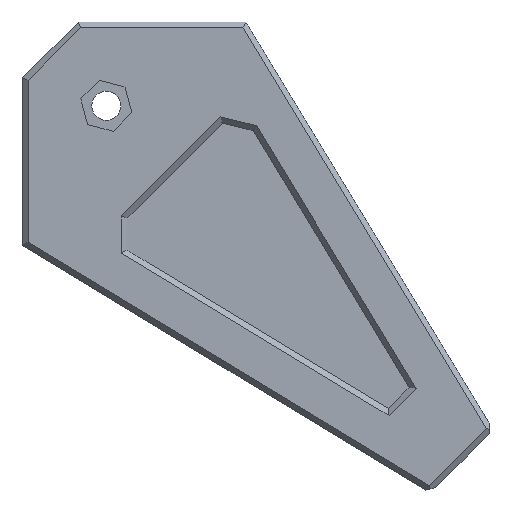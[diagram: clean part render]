
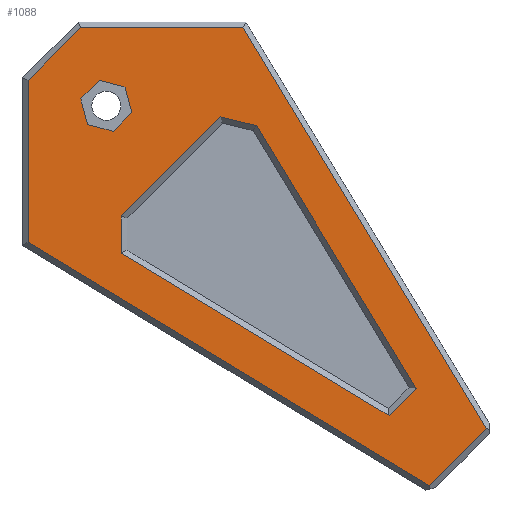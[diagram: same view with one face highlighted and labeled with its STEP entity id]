
A CAD part, front view. The second image highlights one B-rep face of the part: STEP entity #1088.
In plain terms, the highlighted planar face has unit normal (0, -1, 0).
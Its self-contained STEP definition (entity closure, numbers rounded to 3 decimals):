
#5 = EDGE_CURVE ( 'NONE', #1823, #752, #1253, .T. ) ;
#8 = VECTOR ( 'NONE', #1359, 1000. ) ;
#11 = VECTOR ( 'NONE', #245, 1000. ) ;
#14 = CARTESIAN_POINT ( 'NONE',  ( 46.652, -13., -53.348 ) ) ;
#29 = CARTESIAN_POINT ( 'NONE',  ( -8.021, -13., -32.792 ) ) ;
#54 = LINE ( 'NONE', #903, #84 ) ;
#62 = LINE ( 'NONE', #663, #1626 ) ;
#83 = VECTOR ( 'NONE', #1092, 1000. ) ;
#84 = VECTOR ( 'NONE', #1182, 1000. ) ;
#95 = VECTOR ( 'NONE', #1575, 1000. ) ;
#98 = CARTESIAN_POINT ( 'NONE',  ( 45.427, -13., -48.775 ) ) ;
#102 = EDGE_CURVE ( 'NONE', #946, #617, #842, .T. ) ;
#113 = CARTESIAN_POINT ( 'NONE',  ( 36., -13., -74.437 ) ) ;
#147 = ORIENTED_EDGE ( 'NONE', *, *, #596, .T. ) ;
#150 = CARTESIAN_POINT ( 'NONE',  ( 51.225, -13., -54.573 ) ) ;
#171 = VECTOR ( 'NONE', #1731, 1000. ) ;
#199 = CARTESIAN_POINT ( 'NONE',  ( 76.91, -13., -53.566 ) ) ;
#213 = ORIENTED_EDGE ( 'NONE', *, *, #371, .T. ) ;
#218 = CARTESIAN_POINT ( 'NONE',  ( 51.225, -13., -54.573 ) ) ;
#229 = VECTOR ( 'NONE', #278, 1000. ) ;
#237 = LINE ( 'NONE', #1699, #1496 ) ;
#245 = DIRECTION ( 'NONE',  ( 0.259, 0., -0.966 ) ) ;
#276 = CARTESIAN_POINT ( 'NONE',  ( 45.427, -13., -48.775 ) ) ;
#278 = DIRECTION ( 'NONE',  ( 0.966, 0., -0.259 ) ) ;
#284 = VECTOR ( 'NONE', #1478, 1000. ) ;
#288 = LINE ( 'NONE', #1314, #171 ) ;
#295 = CARTESIAN_POINT ( 'NONE',  ( 52.7, -13., -76.385 ) ) ;
#307 = LINE ( 'NONE', #14, #1697 ) ;
#310 = EDGE_CURVE ( 'NONE', #429, #1612, #325, .T. ) ;
#322 = LINE ( 'NONE', #1027, #284 ) ;
#325 = LINE ( 'NONE', #501, #1076 ) ;
#356 = CARTESIAN_POINT ( 'NONE',  ( 0., -13., 0. ) ) ;
#371 = EDGE_CURVE ( 'NONE', #562, #1747, #62, .T. ) ;
#372 = CARTESIAN_POINT ( 'NONE',  ( 46.652, -13., -53.348 ) ) ;
#376 = VECTOR ( 'NONE', #1291, 1000. ) ;
#384 = ORIENTED_EDGE ( 'NONE', *, *, #1808, .T. ) ;
#385 = VERTEX_POINT ( 'NONE', #372 ) ;
#407 = CARTESIAN_POINT ( 'NONE',  ( 107.831, -13., -118.034 ) ) ;
#411 = CARTESIAN_POINT ( 'NONE',  ( 105.461, -13., -100.605 ) ) ;
#421 = EDGE_CURVE ( 'NONE', #1480, #562, #975, .T. ) ;
#429 = VERTEX_POINT ( 'NONE', #1540 ) ;
#435 = CARTESIAN_POINT ( 'NONE',  ( 48.775, -13., -45.427 ) ) ;
#455 = CARTESIAN_POINT ( 'NONE',  ( -19.693, -13., -32.446 ) ) ;
#495 = CARTESIAN_POINT ( 'NONE',  ( 48.775, -13., -45.427 ) ) ;
#501 = CARTESIAN_POINT ( 'NONE',  ( 74.145, -13., -35.519 ) ) ;
#505 = FACE_BOUND ( 'NONE', #1672, .T. ) ;
#521 = CARTESIAN_POINT ( 'NONE',  ( 70.044, -13., -52.382 ) ) ;
#562 = VERTEX_POINT ( 'NONE', #1416 ) ;
#565 = CARTESIAN_POINT ( 'NONE',  ( 45.414, -13., -36. ) ) ;
#596 = EDGE_CURVE ( 'NONE', #1747, #385, #1717, .T. ) ;
#599 = VERTEX_POINT ( 'NONE', #411 ) ;
#609 = ORIENTED_EDGE ( 'NONE', *, *, #1564, .T. ) ;
#617 = VERTEX_POINT ( 'NONE', #295 ) ;
#627 = LINE ( 'NONE', #1661, #993 ) ;
#637 = ORIENTED_EDGE ( 'NONE', *, *, #5, .T. ) ;
#655 = LINE ( 'NONE', #925, #8 ) ;
#658 = ORIENTED_EDGE ( 'NONE', *, *, #1541, .T. ) ;
#659 = VERTEX_POINT ( 'NONE', #276 ) ;
#663 = CARTESIAN_POINT ( 'NONE',  ( 54.573, -13., -51.225 ) ) ;
#669 = ORIENTED_EDGE ( 'NONE', *, *, #1370, .T. ) ;
#694 = CARTESIAN_POINT ( 'NONE',  ( 53.348, -13., -46.652 ) ) ;
#713 = DIRECTION ( 'NONE',  ( -0.966, 0., 0.259 ) ) ;
#742 = ORIENTED_EDGE ( 'NONE', *, *, #1768, .T. ) ;
#752 = VERTEX_POINT ( 'NONE', #1049 ) ;
#777 = DIRECTION ( 'NONE',  ( 0.519, 0., -0.855 ) ) ;
#780 = ORIENTED_EDGE ( 'NONE', *, *, #310, .T. ) ;
#795 = VERTEX_POINT ( 'NONE', #1190 ) ;
#821 = LINE ( 'NONE', #98, #1824 ) ;
#826 = DIRECTION ( 'NONE',  ( 0., 0., 1. ) ) ;
#842 = LINE ( 'NONE', #455, #95 ) ;
#873 = DIRECTION ( 'NONE',  ( -0.259, 0., 0.966 ) ) ;
#875 = EDGE_LOOP ( 'NONE', ( #1676, #1212, #213, #147, #1446, #384 ) ) ;
#903 = CARTESIAN_POINT ( 'NONE',  ( 45., -13., -36. ) ) ;
#915 = FACE_OUTER_BOUND ( 'NONE', #1551, .T. ) ;
#916 = LINE ( 'NONE', #1497, #1637 ) ;
#925 = CARTESIAN_POINT ( 'NONE',  ( 35.707, -13., -45.707 ) ) ;
#946 = VERTEX_POINT ( 'NONE', #1273 ) ;
#975 = LINE ( 'NONE', #1222, #11 ) ;
#992 = LINE ( 'NONE', #435, #229 ) ;
#993 = VECTOR ( 'NONE', #777, 1000. ) ;
#996 = ORIENTED_EDGE ( 'NONE', *, *, #1104, .T. ) ;
#1009 = VECTOR ( 'NONE', #1098, 1000. ) ;
#1027 = CARTESIAN_POINT ( 'NONE',  ( 36., -13., 0. ) ) ;
#1036 = ORIENTED_EDGE ( 'NONE', *, *, #1479, .T. ) ;
#1043 = DIRECTION ( 'NONE',  ( 0., 0., 1. ) ) ;
#1049 = CARTESIAN_POINT ( 'NONE',  ( 70.442, -13., -51.984 ) ) ;
#1076 = VECTOR ( 'NONE', #1623, 1000. ) ;
#1088 = ADVANCED_FACE ( 'NONE', ( #505, #915, #1495 ), #1782, .F. ) ;
#1092 = DIRECTION ( 'NONE',  ( -0.707, 0., -0.707 ) ) ;
#1098 = DIRECTION ( 'NONE',  ( 0.707, 0., 0.707 ) ) ;
#1104 = EDGE_CURVE ( 'NONE', #1558, #795, #655, .T. ) ;
#1157 = ORIENTED_EDGE ( 'NONE', *, *, #1844, .T. ) ;
#1167 = AXIS2_PLACEMENT_3D ( 'NONE', #356, #1372, #1043 ) ;
#1182 = DIRECTION ( 'NONE',  ( -1., 0., 0. ) ) ;
#1190 = CARTESIAN_POINT ( 'NONE',  ( 36., -13., -45.414 ) ) ;
#1212 = ORIENTED_EDGE ( 'NONE', *, *, #421, .T. ) ;
#1222 = CARTESIAN_POINT ( 'NONE',  ( 53.348, -13., -46.652 ) ) ;
#1229 = EDGE_CURVE ( 'NONE', #599, #946, #1382, .T. ) ;
#1234 = CARTESIAN_POINT ( 'NONE',  ( 52.7, -13., -69.726 ) ) ;
#1236 = CARTESIAN_POINT ( 'NONE',  ( 103.033, -13., -103.033 ) ) ;
#1252 = DIRECTION ( 'NONE',  ( 0.707, 0., 0.707 ) ) ;
#1253 = LINE ( 'NONE', #521, #1009 ) ;
#1273 = CARTESIAN_POINT ( 'NONE',  ( 100.605, -13., -105.461 ) ) ;
#1287 = VECTOR ( 'NONE', #713, 1000. ) ;
#1291 = DIRECTION ( 'NONE',  ( 0.971, 0., -0.238 ) ) ;
#1314 = CARTESIAN_POINT ( 'NONE',  ( 112.933, -13., -112.933 ) ) ;
#1358 = ORIENTED_EDGE ( 'NONE', *, *, #102, .T. ) ;
#1359 = DIRECTION ( 'NONE',  ( -0.707, 0., -0.707 ) ) ;
#1364 = EDGE_CURVE ( 'NONE', #795, #1536, #322, .T. ) ;
#1370 = EDGE_CURVE ( 'NONE', #1757, #599, #627, .T. ) ;
#1372 = DIRECTION ( 'NONE',  ( 0., 1., 0. ) ) ;
#1382 = LINE ( 'NONE', #1236, #83 ) ;
#1416 = CARTESIAN_POINT ( 'NONE',  ( 54.573, -13., -51.225 ) ) ;
#1446 = ORIENTED_EDGE ( 'NONE', *, *, #1618, .T. ) ;
#1478 = DIRECTION ( 'NONE',  ( 0., 0., -1. ) ) ;
#1479 = EDGE_CURVE ( 'NONE', #617, #1823, #916, .T. ) ;
#1480 = VERTEX_POINT ( 'NONE', #694 ) ;
#1495 = FACE_BOUND ( 'NONE', #875, .T. ) ;
#1496 = VECTOR ( 'NONE', #1530, 1000. ) ;
#1497 = CARTESIAN_POINT ( 'NONE',  ( 52.7, -13., 0. ) ) ;
#1510 = ORIENTED_EDGE ( 'NONE', *, *, #1364, .T. ) ;
#1518 = ORIENTED_EDGE ( 'NONE', *, *, #1229, .T. ) ;
#1525 = VERTEX_POINT ( 'NONE', #407 ) ;
#1530 = DIRECTION ( 'NONE',  ( 0.855, 0., -0.519 ) ) ;
#1536 = VERTEX_POINT ( 'NONE', #113 ) ;
#1540 = CARTESIAN_POINT ( 'NONE',  ( 118.034, -13., -107.831 ) ) ;
#1541 = EDGE_CURVE ( 'NONE', #1525, #429, #288, .T. ) ;
#1543 = EDGE_CURVE ( 'NONE', #1721, #1480, #992, .T. ) ;
#1551 = EDGE_LOOP ( 'NONE', ( #1510, #1157, #658, #780, #742, #996 ) ) ;
#1558 = VERTEX_POINT ( 'NONE', #565 ) ;
#1564 = EDGE_CURVE ( 'NONE', #752, #1757, #1566, .T. ) ;
#1566 = LINE ( 'NONE', #29, #376 ) ;
#1575 = DIRECTION ( 'NONE',  ( -0.855, 0., 0.519 ) ) ;
#1576 = CARTESIAN_POINT ( 'NONE',  ( 74.437, -13., -36. ) ) ;
#1612 = VERTEX_POINT ( 'NONE', #1576 ) ;
#1618 = EDGE_CURVE ( 'NONE', #385, #659, #307, .T. ) ;
#1623 = DIRECTION ( 'NONE',  ( -0.519, 0., 0.855 ) ) ;
#1626 = VECTOR ( 'NONE', #1692, 1000. ) ;
#1637 = VECTOR ( 'NONE', #826, 1000. ) ;
#1661 = CARTESIAN_POINT ( 'NONE',  ( 32.446, -13., 19.693 ) ) ;
#1672 = EDGE_LOOP ( 'NONE', ( #1518, #1358, #1036, #637, #609, #669 ) ) ;
#1676 = ORIENTED_EDGE ( 'NONE', *, *, #1543, .T. ) ;
#1692 = DIRECTION ( 'NONE',  ( -0.707, 0., -0.707 ) ) ;
#1697 = VECTOR ( 'NONE', #873, 1000. ) ;
#1699 = CARTESIAN_POINT ( 'NONE',  ( -23.325, -13., -38.43 ) ) ;
#1717 = LINE ( 'NONE', #150, #1287 ) ;
#1721 = VERTEX_POINT ( 'NONE', #495 ) ;
#1731 = DIRECTION ( 'NONE',  ( 0.707, 0., 0.707 ) ) ;
#1747 = VERTEX_POINT ( 'NONE', #218 ) ;
#1757 = VERTEX_POINT ( 'NONE', #199 ) ;
#1768 = EDGE_CURVE ( 'NONE', #1612, #1558, #54, .T. ) ;
#1782 = PLANE ( 'NONE',  #1167 ) ;
#1808 = EDGE_CURVE ( 'NONE', #659, #1721, #821, .T. ) ;
#1823 = VERTEX_POINT ( 'NONE', #1234 ) ;
#1824 = VECTOR ( 'NONE', #1252, 1000. ) ;
#1844 = EDGE_CURVE ( 'NONE', #1536, #1525, #237, .T. ) ;
